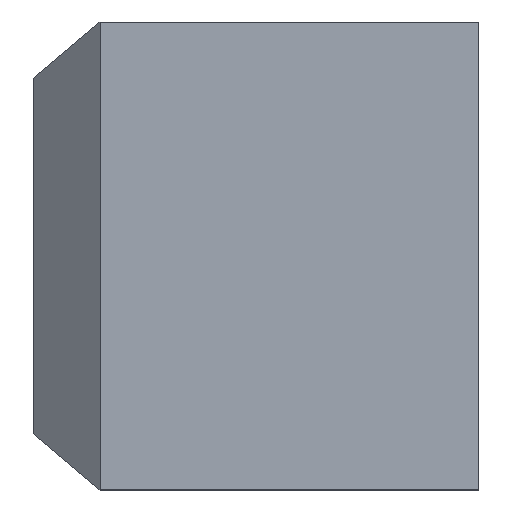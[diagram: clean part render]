
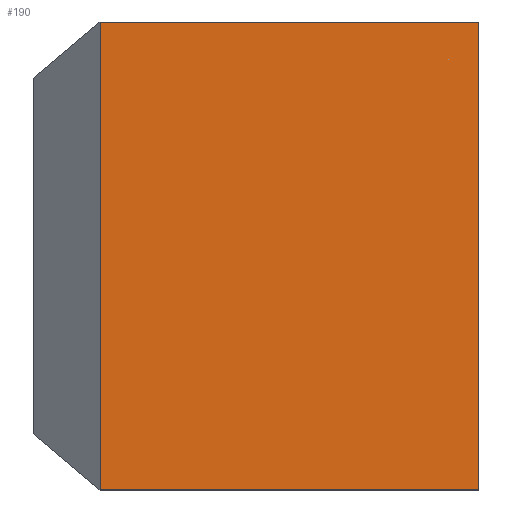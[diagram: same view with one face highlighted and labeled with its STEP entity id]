
A CAD part, left-side view. The second image highlights one B-rep face of the part: STEP entity #190.
In plain terms, the highlighted planar face has unit normal (-1, 0, 0).
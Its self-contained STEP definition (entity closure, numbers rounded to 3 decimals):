
#8 = VECTOR ( 'NONE', #346, 1000. ) ;
#29 = LINE ( 'NONE', #337, #48 ) ;
#48 = VECTOR ( 'NONE', #169, 1000. ) ;
#64 = DIRECTION ( 'NONE',  ( 0., -1., 0. ) ) ;
#67 = CARTESIAN_POINT ( 'NONE',  ( -2.6, 3.4, -2.1 ) ) ;
#68 = CARTESIAN_POINT ( 'NONE',  ( -2.6, 0., 2.1 ) ) ;
#71 = CARTESIAN_POINT ( 'NONE',  ( -2.6, 2.8, 2.1 ) ) ;
#77 = DIRECTION ( 'NONE',  ( 0., 0., 1. ) ) ;
#94 = VERTEX_POINT ( 'NONE', #376 ) ;
#98 = ORIENTED_EDGE ( 'NONE', *, *, #124, .T. ) ;
#102 = EDGE_CURVE ( 'NONE', #94, #267, #116, .T. ) ;
#116 = LINE ( 'NONE', #68, #237 ) ;
#124 = EDGE_CURVE ( 'NONE', #133, #328, #29, .T. ) ;
#133 = VERTEX_POINT ( 'NONE', #364 ) ;
#147 = EDGE_CURVE ( 'NONE', #328, #94, #173, .T. ) ;
#169 = DIRECTION ( 'NONE',  ( 0., 0., -1. ) ) ;
#170 = ORIENTED_EDGE ( 'NONE', *, *, #147, .T. ) ;
#173 = LINE ( 'NONE', #176, #340 ) ;
#176 = CARTESIAN_POINT ( 'NONE',  ( -2.6, 2.8, -2.1 ) ) ;
#184 = EDGE_CURVE ( 'NONE', #133, #267, #275, .T. ) ;
#190 = ADVANCED_FACE ( 'NONE', ( #401 ), #245, .F. ) ;
#196 = ORIENTED_EDGE ( 'NONE', *, *, #102, .T. ) ;
#210 = DIRECTION ( 'NONE',  ( 1., 0., 0. ) ) ;
#237 = VECTOR ( 'NONE', #77, 1000. ) ;
#245 = PLANE ( 'NONE',  #304 ) ;
#260 = ORIENTED_EDGE ( 'NONE', *, *, #184, .F. ) ;
#267 = VERTEX_POINT ( 'NONE', #417 ) ;
#271 = CARTESIAN_POINT ( 'NONE',  ( -2.6, 2.8, 2.1 ) ) ;
#275 = LINE ( 'NONE', #271, #8 ) ;
#304 = AXIS2_PLACEMENT_3D ( 'NONE', #71, #210, #343 ) ;
#328 = VERTEX_POINT ( 'NONE', #67 ) ;
#337 = CARTESIAN_POINT ( 'NONE',  ( -2.6, 3.4, 2.1 ) ) ;
#340 = VECTOR ( 'NONE', #64, 1000. ) ;
#343 = DIRECTION ( 'NONE',  ( 0., 0., -1. ) ) ;
#346 = DIRECTION ( 'NONE',  ( 0., -1., 0. ) ) ;
#364 = CARTESIAN_POINT ( 'NONE',  ( -2.6, 3.4, 2.1 ) ) ;
#376 = CARTESIAN_POINT ( 'NONE',  ( -2.6, 0., -2.1 ) ) ;
#390 = EDGE_LOOP ( 'NONE', ( #260, #98, #170, #196 ) ) ;
#401 = FACE_OUTER_BOUND ( 'NONE', #390, .T. ) ;
#417 = CARTESIAN_POINT ( 'NONE',  ( -2.6, 0., 2.1 ) ) ;
